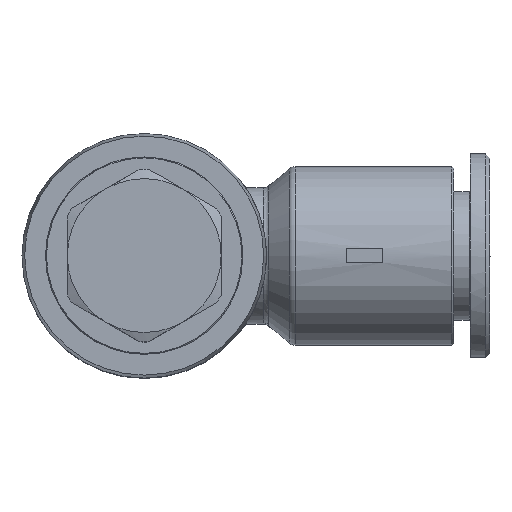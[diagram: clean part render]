
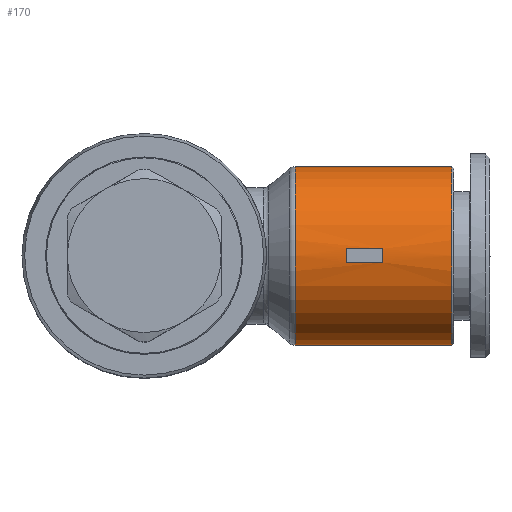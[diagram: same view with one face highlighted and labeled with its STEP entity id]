
A CAD part, top view. The second image highlights one B-rep face of the part: STEP entity #170.
In plain terms, the highlighted cylindrical face has radius 9.85 mm (diameter 19.7 mm), a full revolution.
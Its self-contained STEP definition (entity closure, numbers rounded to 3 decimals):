
#107=CARTESIAN_POINT('',(-11.0,0.,0.));
#108=DIRECTION('',(1.0,0.0,0.0));
#109=DIRECTION('',(0.0,0.0,1.0));
#110=AXIS2_PLACEMENT_3D('',#107,#108,#109);
#111=CYLINDRICAL_SURFACE('',#110,9.85);
#112=CARTESIAN_POINT('',(-3.364,0.,9.85));
#113=VERTEX_POINT('',#112);
#114=CARTESIAN_POINT('',(-3.364,0.,0.));
#115=DIRECTION('',(1.0,0.0,0.0));
#116=DIRECTION('',(0.0,0.0,-1.0));
#117=AXIS2_PLACEMENT_3D('',#114,#115,#116);
#118=CIRCLE('',#117,9.85);
#119=EDGE_CURVE('',#113,#113,#118,.T.);
#120=ORIENTED_EDGE('',*,*,#119,.F.);
#121=EDGE_LOOP('',(#120));
#122=FACE_OUTER_BOUND('',#121,.T.);
#123=CARTESIAN_POINT('',(-9.0,0.75,9.821));
#124=VERTEX_POINT('',#123);
#125=CARTESIAN_POINT('',(-9.0,-0.75,9.821));
#126=VERTEX_POINT('',#125);
#127=CARTESIAN_POINT('',(-9.0,0.,0.));
#128=DIRECTION('',(1.0,0.0,0.0));
#129=DIRECTION('',(0.0,0.0,1.0));
#130=AXIS2_PLACEMENT_3D('',#127,#128,#129);
#131=CIRCLE('',#130,9.85);
#132=EDGE_CURVE('',#124,#126,#131,.T.);
#133=ORIENTED_EDGE('',*,*,#132,.T.);
#134=CARTESIAN_POINT('',(-13.0,-0.75,9.821));
#135=VERTEX_POINT('',#134);
#136=CARTESIAN_POINT('',(-9.0,-0.75,9.821));
#137=DIRECTION('',(-1.0,0.0,0.0));
#138=VECTOR('',#137,4.0);
#139=LINE('',#136,#138);
#140=EDGE_CURVE('',#126,#135,#139,.T.);
#141=ORIENTED_EDGE('',*,*,#140,.T.);
#142=CARTESIAN_POINT('',(-13.0,0.75,9.821));
#143=VERTEX_POINT('',#142);
#144=CARTESIAN_POINT('',(-13.0,0.,0.));
#145=DIRECTION('',(-1.0,0.0,0.0));
#146=DIRECTION('',(0.0,0.0,1.0));
#147=AXIS2_PLACEMENT_3D('',#144,#145,#146);
#148=CIRCLE('',#147,9.85);
#149=EDGE_CURVE('',#135,#143,#148,.T.);
#150=ORIENTED_EDGE('',*,*,#149,.T.);
#151=CARTESIAN_POINT('',(-13.0,0.75,9.821));
#152=DIRECTION('',(1.0,0.0,0.0));
#153=VECTOR('',#152,4.0);
#154=LINE('',#151,#153);
#155=EDGE_CURVE('',#143,#124,#154,.T.);
#156=ORIENTED_EDGE('',*,*,#155,.T.);
#157=EDGE_LOOP('',(#133,#141,#150,#156));
#158=FACE_BOUND('',#157,.T.);
#159=CARTESIAN_POINT('',(-20.7,0.,-9.85));
#160=VERTEX_POINT('',#159);
#161=CARTESIAN_POINT('',(-20.7,0.,0.));
#162=DIRECTION('',(-1.0,0.0,0.0));
#163=DIRECTION('',(0.0,0.0,1.0));
#164=AXIS2_PLACEMENT_3D('',#161,#162,#163);
#165=CIRCLE('',#164,9.85);
#166=EDGE_CURVE('',#160,#160,#165,.T.);
#167=ORIENTED_EDGE('',*,*,#166,.F.);
#168=EDGE_LOOP('',(#167));
#169=FACE_BOUND('',#168,.T.);
#170=ADVANCED_FACE('',(#122,#158,#169),#111,.T.);
